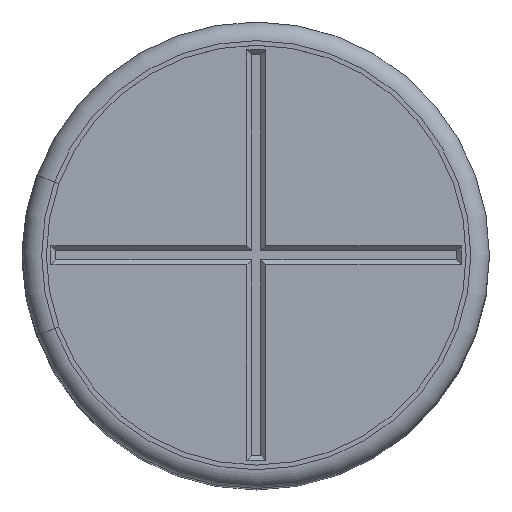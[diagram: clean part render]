
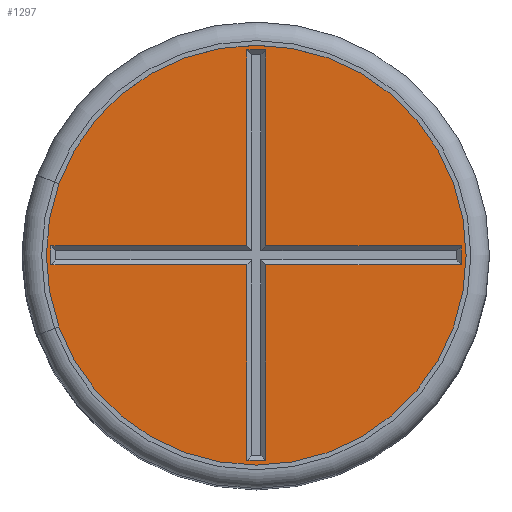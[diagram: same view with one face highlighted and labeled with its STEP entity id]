
A CAD part, top view. The second image highlights one B-rep face of the part: STEP entity #1297.
In plain terms, the highlighted planar face has unit normal (0, 0, 1).
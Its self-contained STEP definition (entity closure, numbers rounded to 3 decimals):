
#55=PLANE('',#1447);
#83=FACE_BOUND('',#204,.T.);
#126=FACE_OUTER_BOUND('',#203,.T.);
#203=EDGE_LOOP('',(#1045));
#204=EDGE_LOOP('',(#1046,#1047,#1048,#1049,#1050,#1051,#1052,#1053,#1054,
#1055,#1056,#1057));
#290=LINE('',#2127,#394);
#291=LINE('',#2129,#395);
#292=LINE('',#2131,#396);
#293=LINE('',#2133,#397);
#294=LINE('',#2135,#398);
#295=LINE('',#2137,#399);
#296=LINE('',#2139,#400);
#297=LINE('',#2141,#401);
#298=LINE('',#2143,#402);
#299=LINE('',#2145,#403);
#300=LINE('',#2147,#404);
#301=LINE('',#2148,#405);
#394=VECTOR('',#1759,1.);
#395=VECTOR('',#1760,1.);
#396=VECTOR('',#1761,1.);
#397=VECTOR('',#1762,1.);
#398=VECTOR('',#1763,1.);
#399=VECTOR('',#1764,1.);
#400=VECTOR('',#1765,1.);
#401=VECTOR('',#1766,1.);
#402=VECTOR('',#1767,1.);
#403=VECTOR('',#1768,1.);
#404=VECTOR('',#1769,1.);
#405=VECTOR('',#1770,1.);
#497=CIRCLE('',#1433,4.5);
#583=VERTEX_POINT('',#2084);
#598=VERTEX_POINT('',#2125);
#599=VERTEX_POINT('',#2126);
#600=VERTEX_POINT('',#2128);
#601=VERTEX_POINT('',#2130);
#602=VERTEX_POINT('',#2132);
#603=VERTEX_POINT('',#2134);
#604=VERTEX_POINT('',#2136);
#605=VERTEX_POINT('',#2138);
#606=VERTEX_POINT('',#2140);
#607=VERTEX_POINT('',#2142);
#608=VERTEX_POINT('',#2144);
#609=VERTEX_POINT('',#2146);
#736=EDGE_CURVE('',#583,#583,#497,.T.);
#756=EDGE_CURVE('',#598,#599,#290,.F.);
#757=EDGE_CURVE('',#599,#600,#291,.F.);
#758=EDGE_CURVE('',#600,#601,#292,.F.);
#759=EDGE_CURVE('',#601,#602,#293,.F.);
#760=EDGE_CURVE('',#602,#603,#294,.F.);
#761=EDGE_CURVE('',#603,#604,#295,.F.);
#762=EDGE_CURVE('',#604,#605,#296,.F.);
#763=EDGE_CURVE('',#605,#606,#297,.F.);
#764=EDGE_CURVE('',#606,#607,#298,.F.);
#765=EDGE_CURVE('',#607,#608,#299,.F.);
#766=EDGE_CURVE('',#608,#609,#300,.F.);
#767=EDGE_CURVE('',#609,#598,#301,.F.);
#1045=ORIENTED_EDGE('',*,*,#736,.T.);
#1046=ORIENTED_EDGE('',*,*,#756,.T.);
#1047=ORIENTED_EDGE('',*,*,#757,.T.);
#1048=ORIENTED_EDGE('',*,*,#758,.T.);
#1049=ORIENTED_EDGE('',*,*,#759,.T.);
#1050=ORIENTED_EDGE('',*,*,#760,.T.);
#1051=ORIENTED_EDGE('',*,*,#761,.T.);
#1052=ORIENTED_EDGE('',*,*,#762,.T.);
#1053=ORIENTED_EDGE('',*,*,#763,.T.);
#1054=ORIENTED_EDGE('',*,*,#764,.T.);
#1055=ORIENTED_EDGE('',*,*,#765,.T.);
#1056=ORIENTED_EDGE('',*,*,#766,.T.);
#1057=ORIENTED_EDGE('',*,*,#767,.T.);
#1297=ADVANCED_FACE('',(#126,#83),#55,.T.);
#1433=AXIS2_PLACEMENT_3D('',#2085,#1718,#1719);
#1447=AXIS2_PLACEMENT_3D('',#2124,#1757,#1758);
#1718=DIRECTION('center_axis',(0.,0.,
1.));
#1719=DIRECTION('ref_axis',(0.,1.,0.));
#1757=DIRECTION('center_axis',(0.,0.,
1.));
#1758=DIRECTION('ref_axis',(0.,1.,0.));
#1759=DIRECTION('',(0.,1.,0.));
#1760=DIRECTION('',(1.,0.,0.));
#1761=DIRECTION('',(0.,-1.,0.));
#1762=DIRECTION('',(1.,0.,0.));
#1763=DIRECTION('',(0.,-1.,0.));
#1764=DIRECTION('',(-1.,0.,0.));
#1765=DIRECTION('',(0.,-1.,0.));
#1766=DIRECTION('',(-1.,0.,0.));
#1767=DIRECTION('',(0.,1.,0.));
#1768=DIRECTION('',(-1.,0.,0.));
#1769=DIRECTION('',(0.,1.,0.));
#1770=DIRECTION('',(1.,0.,0.));
#2084=CARTESIAN_POINT('',(0.,-4.5,19.9));
#2085=CARTESIAN_POINT('Origin',(0.,0.,
19.9));
#2124=CARTESIAN_POINT('Origin',(0.,0.,
19.9));
#2125=CARTESIAN_POINT('',(0.2,-0.2,19.9));
#2126=CARTESIAN_POINT('',(0.2,-4.4,19.9));
#2127=CARTESIAN_POINT('',(0.2,-4.4,19.9));
#2128=CARTESIAN_POINT('',(-0.2,-4.4,19.9));
#2129=CARTESIAN_POINT('',(-0.2,-4.4,19.9));
#2130=CARTESIAN_POINT('',(-0.2,-0.2,19.9));
#2131=CARTESIAN_POINT('',(-0.2,-0.2,19.9));
#2132=CARTESIAN_POINT('',(-4.4,-0.2,19.9));
#2133=CARTESIAN_POINT('',(-4.4,-0.2,19.9));
#2134=CARTESIAN_POINT('',(-4.4,0.2,19.9));
#2135=CARTESIAN_POINT('',(-4.4,0.2,19.9));
#2136=CARTESIAN_POINT('',(-0.2,0.2,19.9));
#2137=CARTESIAN_POINT('',(-0.2,0.2,19.9));
#2138=CARTESIAN_POINT('',(-0.2,4.4,19.9));
#2139=CARTESIAN_POINT('',(-0.2,4.4,19.9));
#2140=CARTESIAN_POINT('',(0.2,4.4,19.9));
#2141=CARTESIAN_POINT('',(0.2,4.4,19.9));
#2142=CARTESIAN_POINT('',(0.2,0.2,19.9));
#2143=CARTESIAN_POINT('',(0.2,0.2,19.9));
#2144=CARTESIAN_POINT('',(4.4,0.2,19.9));
#2145=CARTESIAN_POINT('',(4.4,0.2,19.9));
#2146=CARTESIAN_POINT('',(4.4,-0.2,19.9));
#2147=CARTESIAN_POINT('',(4.4,-0.2,19.9));
#2148=CARTESIAN_POINT('',(0.2,-0.2,19.9));
